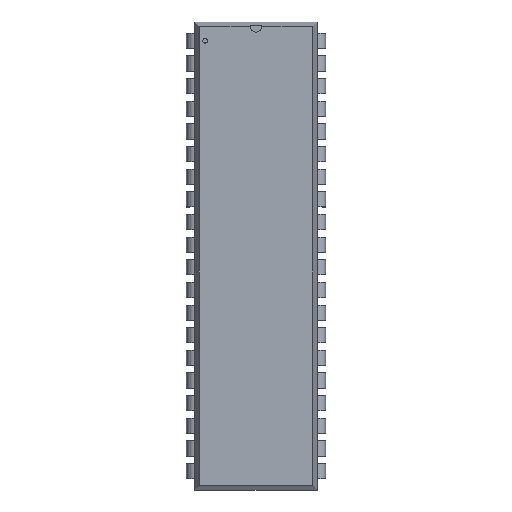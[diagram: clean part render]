
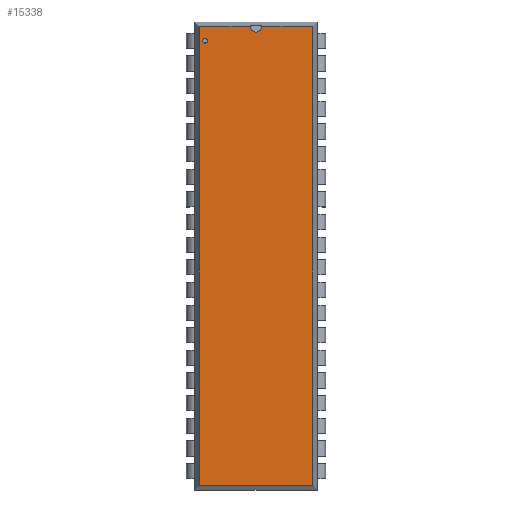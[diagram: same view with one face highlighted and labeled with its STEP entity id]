
A CAD part, top view. The second image highlights one B-rep face of the part: STEP entity #15338.
In plain terms, the highlighted planar face has unit normal (0, 0, 1).
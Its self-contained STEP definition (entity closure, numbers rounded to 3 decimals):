
#15039=CARTESIAN_POINT('',(-5.461,24.13,4.7));
#15040=VERTEX_POINT('',#15039);
#15049=CARTESIAN_POINT('',(-5.969,24.13,4.7));
#15050=VERTEX_POINT('',#15049);
#15051=CARTESIAN_POINT('',(-5.715,24.13,4.7));
#15052=DIRECTION('',(0.0,0.0,-1.0));
#15053=DIRECTION('',(1.0,0.0,0.0));
#15054=AXIS2_PLACEMENT_3D('',#15051,#15052,#15053);
#15055=CIRCLE('',#15054,0.254);
#15056=EDGE_CURVE('',#15050,#15040,#15055,.T.);
#15183=CARTESIAN_POINT('',(6.342,-25.742,4.7));
#15184=VERTEX_POINT('',#15183);
#15191=CARTESIAN_POINT('',(-6.342,-25.742,4.7));
#15192=VERTEX_POINT('',#15191);
#15193=CARTESIAN_POINT('',(6.342,-25.742,4.7));
#15194=DIRECTION('',(-1.0,0.0,0.0));
#15195=VECTOR('',#15194,12.684);
#15196=LINE('',#15193,#15195);
#15197=EDGE_CURVE('',#15184,#15192,#15196,.T.);
#15223=CARTESIAN_POINT('',(6.342,25.742,4.7));
#15224=VERTEX_POINT('',#15223);
#15231=CARTESIAN_POINT('',(6.342,25.742,4.7));
#15232=DIRECTION('',(0.0,-1.0,0.0));
#15233=VECTOR('',#15232,51.484);
#15234=LINE('',#15231,#15233);
#15235=EDGE_CURVE('',#15224,#15184,#15234,.T.);
#15288=CARTESIAN_POINT('',(0.0,0.0,4.7));
#15289=DIRECTION('',(0.0,0.0,1.0));
#15290=DIRECTION('',(1.0,0.0,0.0));
#15291=AXIS2_PLACEMENT_3D('',#15288,#15289,#15290);
#15292=PLANE('',#15291);
#15293=ORIENTED_EDGE('',*,*,#15197,.F.);
#15294=ORIENTED_EDGE('',*,*,#15235,.F.);
#15295=CARTESIAN_POINT('',(0.635,25.742,4.7));
#15296=VERTEX_POINT('',#15295);
#15297=CARTESIAN_POINT('',(0.635,25.742,4.7));
#15298=DIRECTION('',(1.0,0.0,0.0));
#15299=VECTOR('',#15298,5.707);
#15300=LINE('',#15297,#15299);
#15301=EDGE_CURVE('',#15296,#15224,#15300,.T.);
#15302=ORIENTED_EDGE('',*,*,#15301,.F.);
#15303=CARTESIAN_POINT('',(-0.635,25.742,4.7));
#15304=VERTEX_POINT('',#15303);
#15305=CARTESIAN_POINT('',(0.0,25.742,4.7));
#15306=DIRECTION('',(0.0,0.0,-1.0));
#15307=DIRECTION('',(1.0,0.0,0.0));
#15308=AXIS2_PLACEMENT_3D('',#15305,#15306,#15307);
#15309=CIRCLE('',#15308,0.635);
#15310=EDGE_CURVE('',#15296,#15304,#15309,.T.);
#15311=ORIENTED_EDGE('',*,*,#15310,.T.);
#15312=CARTESIAN_POINT('',(-6.342,25.742,4.7));
#15313=VERTEX_POINT('',#15312);
#15314=CARTESIAN_POINT('',(-6.342,25.742,4.7));
#15315=DIRECTION('',(1.0,0.0,0.0));
#15316=VECTOR('',#15315,5.707);
#15317=LINE('',#15314,#15316);
#15318=EDGE_CURVE('',#15313,#15304,#15317,.T.);
#15319=ORIENTED_EDGE('',*,*,#15318,.F.);
#15320=CARTESIAN_POINT('',(-6.342,-25.742,4.7));
#15321=DIRECTION('',(0.0,1.0,0.0));
#15322=VECTOR('',#15321,51.484);
#15323=LINE('',#15320,#15322);
#15324=EDGE_CURVE('',#15192,#15313,#15323,.T.);
#15325=ORIENTED_EDGE('',*,*,#15324,.F.);
#15326=EDGE_LOOP('',(#15293,#15294,#15302,#15311,#15319,#15325));
#15327=FACE_OUTER_BOUND('',#15326,.T.);
#15328=CARTESIAN_POINT('',(-5.715,24.13,4.7));
#15329=DIRECTION('',(0.0,0.0,-1.0));
#15330=DIRECTION('',(1.0,0.0,0.0));
#15331=AXIS2_PLACEMENT_3D('',#15328,#15329,#15330);
#15332=CIRCLE('',#15331,0.254);
#15333=EDGE_CURVE('',#15040,#15050,#15332,.T.);
#15334=ORIENTED_EDGE('',*,*,#15333,.T.);
#15335=ORIENTED_EDGE('',*,*,#15056,.T.);
#15336=EDGE_LOOP('',(#15334,#15335));
#15337=FACE_BOUND('',#15336,.T.);
#15338=ADVANCED_FACE('',(#15327,#15337),#15292,.T.);
